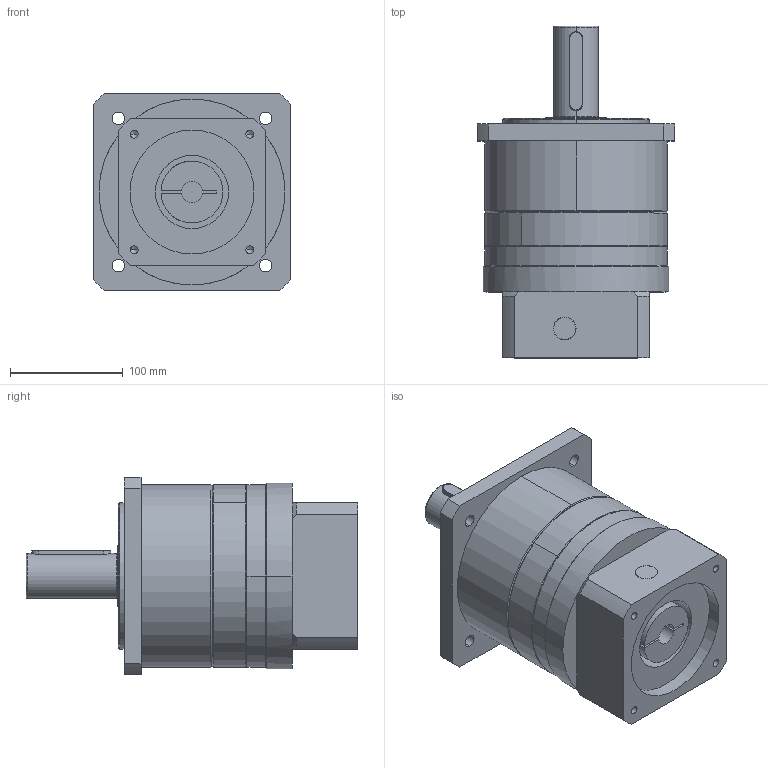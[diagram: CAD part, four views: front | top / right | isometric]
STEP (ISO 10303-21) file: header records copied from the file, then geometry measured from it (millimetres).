
FILE_DESCRIPTION (( 'STEP AP203' ), '1' );
FILE_NAME ('P2F160-L1-130-1.step', '2021-03-14T08:18:09', ( '' ), ( '' ), 'SwSTEP 2.0', 'SolidWorks 2016', '' );
FILE_SCHEMA (( 'CONFIG_CONTROL_DESIGN' ));
Length unit declared in the file: millimetre
Products named in the file (7): 160坶踡輸AQA130-1; 160笢潔撰-L1; P2F160-L1-130-1; 160ヶ儂裔F; 螺塞盖; 160怀堤粣; 160输入级AQA130-13456
Assembly tree (6 placements, depth 2):
  P2F160-L1-130-1
    160ヶ儂裔F
    160怀堤粣
    160笢潔撰-L1
    160输入级AQA130-13456
    160坶踡輸AQA130-1
    螺塞盖
Bounding box: 175 x 294.5 x 175 mm (x, y, z)
Volume: 4181183.4 mm3; surface area: 301564.9 mm2
Topology: 6 solids, 6 shells, 144 faces, 325 edges, 197 vertices
Faces by surface type: cylinder 64, plane 43, cone 25, torus 12
Entity records: 5048 total; most frequent: CARTESIAN_POINT 1015, DIRECTION 761, ORIENTED_EDGE 630, EDGE_CURVE 315, AXIS2_PLACEMENT_3D 311, VERTEX_POINT 197, EDGE_LOOP 172, CIRCLE 158
